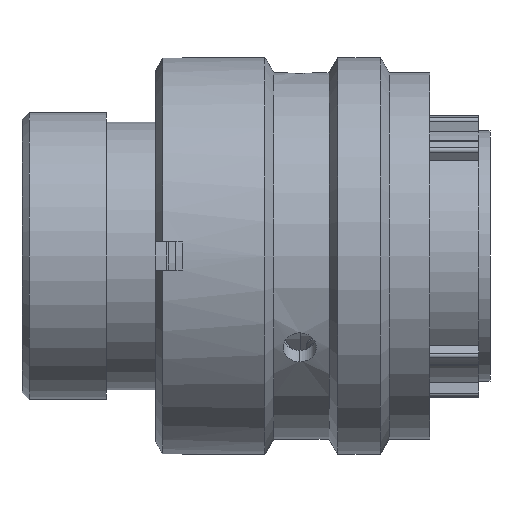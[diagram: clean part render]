
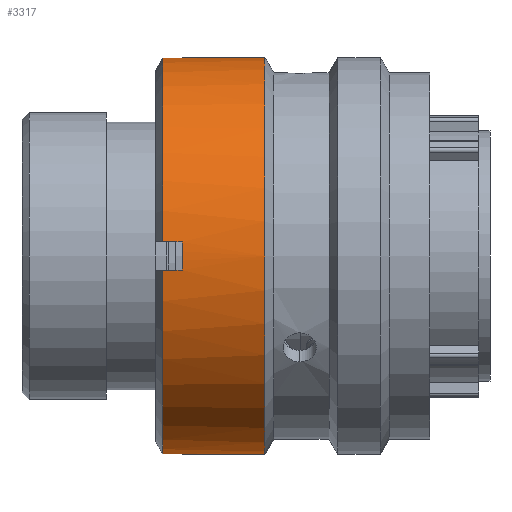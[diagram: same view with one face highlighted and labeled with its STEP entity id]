
A CAD part, front view. The second image highlights one B-rep face of the part: STEP entity #3317.
In plain terms, the highlighted cylindrical face has radius 14.15 mm (diameter 28.3 mm), a partial arc.
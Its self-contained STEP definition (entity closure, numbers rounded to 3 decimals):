
#204 = CARTESIAN_POINT ( 'NONE',  ( 10.02, 0., 0. ) ) ;
#725 = VERTEX_POINT ( 'NONE', #45640 ) ;
#847 = CARTESIAN_POINT ( 'NONE',  ( 11.42, 0., 0. ) ) ;
#1704 = ORIENTED_EDGE ( 'NONE', *, *, #19536, .T. ) ;
#3112 = CIRCLE ( 'NONE', #8246, 14.15 ) ;
#3317 = ADVANCED_FACE ( 'NONE', ( #16419 ), #44834, .T. ) ;
#3557 = VERTEX_POINT ( 'NONE', #12147 ) ;
#3617 = CARTESIAN_POINT ( 'NONE',  ( 11.42, 0., 14.15 ) ) ;
#3786 = VERTEX_POINT ( 'NONE', #27380 ) ;
#4430 = VERTEX_POINT ( 'NONE', #23798 ) ;
#5747 = CARTESIAN_POINT ( 'NONE',  ( 29.07, 0., -14.15 ) ) ;
#5792 = DIRECTION ( 'NONE',  ( 1., 0., 0. ) ) ;
#6125 = ORIENTED_EDGE ( 'NONE', *, *, #36098, .T. ) ;
#6661 = VECTOR ( 'NONE', #5792, 1000. ) ;
#6920 = VERTEX_POINT ( 'NONE', #35957 ) ;
#7100 = EDGE_CURVE ( 'NONE', #39905, #4430, #9330, .T. ) ;
#7311 = ORIENTED_EDGE ( 'NONE', *, *, #26903, .T. ) ;
#8063 = DIRECTION ( 'NONE',  ( 1., 0., 0. ) ) ;
#8120 = DIRECTION ( 'NONE',  ( 0., 0., 1. ) ) ;
#8136 = VECTOR ( 'NONE', #22042, 1000. ) ;
#8180 = CARTESIAN_POINT ( 'NONE',  ( 10.02, -14.115, -1. ) ) ;
#8246 = AXIS2_PLACEMENT_3D ( 'NONE', #29388, #8063, #22380 ) ;
#8709 = CARTESIAN_POINT ( 'NONE',  ( 29.07, -1., 14.115 ) ) ;
#9113 = LINE ( 'NONE', #40604, #12988 ) ;
#9330 = CIRCLE ( 'NONE', #27567, 14.15 ) ;
#9882 = CARTESIAN_POINT ( 'NONE',  ( 29.07, 0., 0. ) ) ;
#10549 = LINE ( 'NONE', #5747, #41224 ) ;
#11227 = EDGE_CURVE ( 'NONE', #38109, #35697, #9113, .T. ) ;
#11848 = AXIS2_PLACEMENT_3D ( 'NONE', #33876, #16159, #41100 ) ;
#12147 = CARTESIAN_POINT ( 'NONE',  ( 10.02, -1., 14.115 ) ) ;
#12187 = CIRCLE ( 'NONE', #17401, 14.15 ) ;
#12591 = LINE ( 'NONE', #36178, #8136 ) ;
#12988 = VECTOR ( 'NONE', #22829, 1000. ) ;
#13996 = DIRECTION ( 'NONE',  ( 0., 0., -1. ) ) ;
#14545 = AXIS2_PLACEMENT_3D ( 'NONE', #204, #17441, #13996 ) ;
#14588 = DIRECTION ( 'NONE',  ( -1., 0., 0. ) ) ;
#14653 = DIRECTION ( 'NONE',  ( 0., 0., 1. ) ) ;
#14793 = AXIS2_PLACEMENT_3D ( 'NONE', #9882, #27150, #19993 ) ;
#14982 = ORIENTED_EDGE ( 'NONE', *, *, #7100, .T. ) ;
#14987 = CARTESIAN_POINT ( 'NONE',  ( 10.02, -14.115, 1. ) ) ;
#16159 = DIRECTION ( 'NONE',  ( 1., 0., 0. ) ) ;
#16419 = FACE_OUTER_BOUND ( 'NONE', #17282, .T. ) ;
#16949 = DIRECTION ( 'NONE',  ( 1., 0., 0. ) ) ;
#17088 = VERTEX_POINT ( 'NONE', #14987 ) ;
#17282 = EDGE_LOOP ( 'NONE', ( #21448, #6125, #45707, #17323, #7311, #14982, #27598, #1704, #37215, #33742, #41675, #25280 ) ) ;
#17323 = ORIENTED_EDGE ( 'NONE', *, *, #33988, .T. ) ;
#17401 = AXIS2_PLACEMENT_3D ( 'NONE', #29441, #40031, #8120 ) ;
#17441 = DIRECTION ( 'NONE',  ( 1., 0., 0. ) ) ;
#17610 = VECTOR ( 'NONE', #26116, 1000. ) ;
#19536 = EDGE_CURVE ( 'NONE', #31902, #27397, #39465, .T. ) ;
#19782 = DIRECTION ( 'NONE',  ( 1., 0., 0. ) ) ;
#19993 = DIRECTION ( 'NONE',  ( 0., 0., -1. ) ) ;
#20559 = CARTESIAN_POINT ( 'NONE',  ( 17.324, 0., 14.15 ) ) ;
#21448 = ORIENTED_EDGE ( 'NONE', *, *, #11227, .F. ) ;
#21888 = AXIS2_PLACEMENT_3D ( 'NONE', #38266, #16949, #45428 ) ;
#22042 = DIRECTION ( 'NONE',  ( 1., 0., 0. ) ) ;
#22248 = CARTESIAN_POINT ( 'NONE',  ( 10.02, -1., -14.115 ) ) ;
#22380 = DIRECTION ( 'NONE',  ( 0., 0., -1. ) ) ;
#22829 = DIRECTION ( 'NONE',  ( 1., 0., 0. ) ) ;
#23798 = CARTESIAN_POINT ( 'NONE',  ( 11.42, -14.115, -1. ) ) ;
#25280 = ORIENTED_EDGE ( 'NONE', *, *, #28548, .F. ) ;
#25724 = DIRECTION ( 'NONE',  ( 1., 0., 0. ) ) ;
#25795 = VERTEX_POINT ( 'NONE', #34816 ) ;
#26116 = DIRECTION ( 'NONE',  ( -1., 0., 0. ) ) ;
#26903 = EDGE_CURVE ( 'NONE', #17088, #39905, #32305, .T. ) ;
#27068 = LINE ( 'NONE', #29610, #17610 ) ;
#27150 = DIRECTION ( 'NONE',  ( 1., 0., 0. ) ) ;
#27380 = CARTESIAN_POINT ( 'NONE',  ( 11.42, -1., 14.115 ) ) ;
#27397 = VERTEX_POINT ( 'NONE', #22248 ) ;
#27567 = AXIS2_PLACEMENT_3D ( 'NONE', #847, #25724, #14653 ) ;
#27598 = ORIENTED_EDGE ( 'NONE', *, *, #37588, .T. ) ;
#28548 = EDGE_CURVE ( 'NONE', #35697, #6920, #3112, .T. ) ;
#29257 = CARTESIAN_POINT ( 'NONE',  ( 11.42, -14.115, 1. ) ) ;
#29388 = CARTESIAN_POINT ( 'NONE',  ( 17.324, 0., 0. ) ) ;
#29441 = CARTESIAN_POINT ( 'NONE',  ( 11.42, 0., 0. ) ) ;
#29610 = CARTESIAN_POINT ( 'NONE',  ( 29.07, -14.115, -1. ) ) ;
#31902 = VERTEX_POINT ( 'NONE', #8180 ) ;
#32305 = LINE ( 'NONE', #34727, #6661 ) ;
#32581 = EDGE_CURVE ( 'NONE', #725, #6920, #10549, .T. ) ;
#33742 = ORIENTED_EDGE ( 'NONE', *, *, #38321, .T. ) ;
#33876 = CARTESIAN_POINT ( 'NONE',  ( 11.42, 0., 0. ) ) ;
#33988 = EDGE_CURVE ( 'NONE', #3557, #17088, #36359, .T. ) ;
#34727 = CARTESIAN_POINT ( 'NONE',  ( 29.07, -14.115, 1. ) ) ;
#34816 = CARTESIAN_POINT ( 'NONE',  ( 11.42, -1., -14.115 ) ) ;
#35697 = VERTEX_POINT ( 'NONE', #20559 ) ;
#35957 = CARTESIAN_POINT ( 'NONE',  ( 17.324, 0., -14.15 ) ) ;
#36098 = EDGE_CURVE ( 'NONE', #38109, #3786, #45254, .T. ) ;
#36178 = CARTESIAN_POINT ( 'NONE',  ( 29.07, -1., -14.115 ) ) ;
#36359 = CIRCLE ( 'NONE', #21888, 14.15 ) ;
#37215 = ORIENTED_EDGE ( 'NONE', *, *, #41838, .T. ) ;
#37588 = EDGE_CURVE ( 'NONE', #4430, #31902, #27068, .T. ) ;
#38109 = VERTEX_POINT ( 'NONE', #3617 ) ;
#38266 = CARTESIAN_POINT ( 'NONE',  ( 10.02, 0., 0. ) ) ;
#38321 = EDGE_CURVE ( 'NONE', #25795, #725, #12187, .T. ) ;
#39260 = LINE ( 'NONE', #8709, #44861 ) ;
#39465 = CIRCLE ( 'NONE', #14545, 14.15 ) ;
#39905 = VERTEX_POINT ( 'NONE', #29257 ) ;
#40031 = DIRECTION ( 'NONE',  ( 1., 0., 0. ) ) ;
#40604 = CARTESIAN_POINT ( 'NONE',  ( 29.07, 0., 14.15 ) ) ;
#41100 = DIRECTION ( 'NONE',  ( 0., 0., 1. ) ) ;
#41224 = VECTOR ( 'NONE', #19782, 1000. ) ;
#41675 = ORIENTED_EDGE ( 'NONE', *, *, #32581, .T. ) ;
#41838 = EDGE_CURVE ( 'NONE', #27397, #25795, #12591, .T. ) ;
#44310 = EDGE_CURVE ( 'NONE', #3786, #3557, #39260, .T. ) ;
#44834 = CYLINDRICAL_SURFACE ( 'NONE', #14793, 14.15 ) ;
#44861 = VECTOR ( 'NONE', #14588, 1000. ) ;
#45254 = CIRCLE ( 'NONE', #11848, 14.15 ) ;
#45428 = DIRECTION ( 'NONE',  ( 0., 0., -1. ) ) ;
#45640 = CARTESIAN_POINT ( 'NONE',  ( 11.42, 0., -14.15 ) ) ;
#45707 = ORIENTED_EDGE ( 'NONE', *, *, #44310, .T. ) ;
